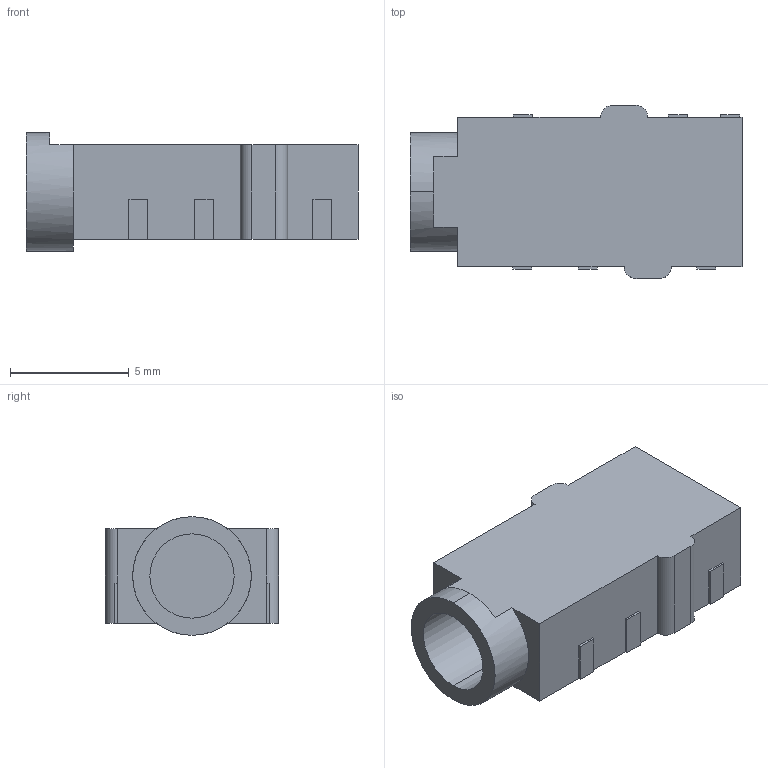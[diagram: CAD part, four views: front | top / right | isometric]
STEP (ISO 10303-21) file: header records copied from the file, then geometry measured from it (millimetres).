
FILE_DESCRIPTION (( 'STEP AP214' ), '1' );
FILE_NAME ('Headphone Jack.STEP', '2023-01-29T17:04:26', ( '' ), ( '' ), 'SwSTEP 2.0', 'SolidWorks 2022', '' );
FILE_SCHEMA (( 'AUTOMOTIVE_DESIGN' ));
Length unit declared in the file: millimetre
Products named in the file (3): Headphone Jack; Part1^Headphone Jack; Part5^Headphone Jack
Assembly tree (2 placements, depth 2):
  Headphone Jack
    Part1^Headphone Jack
    Part5^Headphone Jack
Bounding box: 14 x 7.3 x 5 mm (x, y, z)
Volume: 244.2 mm3; surface area: 478 mm2
Topology: 7 solids, 7 shells, 59 faces, 130 edges, 86 vertices
Faces by surface type: plane 51, cylinder 8
Entity records: 1763 total; most frequent: CARTESIAN_POINT 280, DIRECTION 278, ORIENTED_EDGE 260, EDGE_CURVE 130, LINE 110, VECTOR 110, VERTEX_POINT 86, AXIS2_PLACEMENT_3D 84
